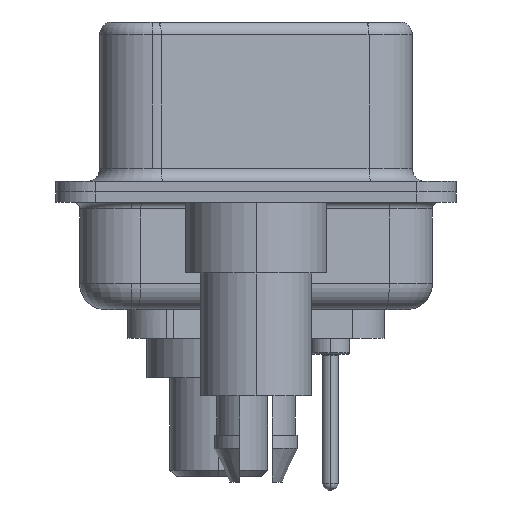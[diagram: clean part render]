
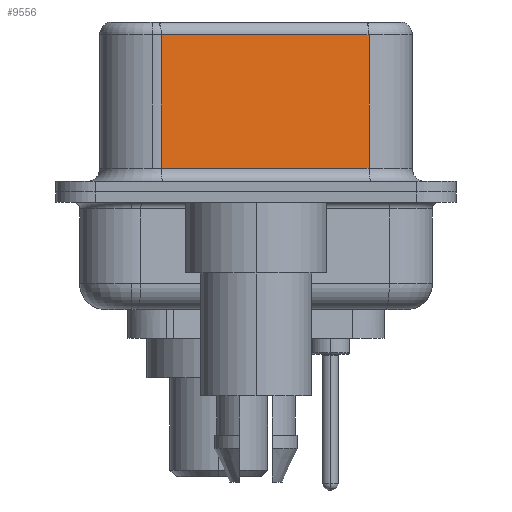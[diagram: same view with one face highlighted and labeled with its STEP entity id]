
A CAD part, left-side view. The second image highlights one B-rep face of the part: STEP entity #9556.
In plain terms, the highlighted planar face has unit normal (-0.985, -0.174, 0).
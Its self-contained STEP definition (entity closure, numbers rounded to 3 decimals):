
#62 = EDGE_CURVE ( 'NONE', #13914, #8552, #8502, .T. ) ;
#248 = EDGE_CURVE ( 'NONE', #13914, #16797, #17830, .T. ) ;
#606 = DIRECTION ( 'NONE',  ( 0., 0., -1. ) ) ;
#3300 = CARTESIAN_POINT ( 'NONE',  ( 5.132, -4.322, 6.52 ) ) ;
#3675 = CARTESIAN_POINT ( 'NONE',  ( 5.132, -4.322, 6.02 ) ) ;
#5614 = CARTESIAN_POINT ( 'NONE',  ( 3.73, 3.628, 0.9 ) ) ;
#5645 = ORIENTED_EDGE ( 'NONE', *, *, #248, .F. ) ;
#6802 = CARTESIAN_POINT ( 'NONE',  ( 5.132, -4.322, 0.9 ) ) ;
#6830 = DIRECTION ( 'NONE',  ( -0.174, 0.985, 0. ) ) ;
#8078 = VECTOR ( 'NONE', #606, 1000. ) ;
#8502 = LINE ( 'NONE', #13995, #21582 ) ;
#8552 = VERTEX_POINT ( 'NONE', #14022 ) ;
#9420 = EDGE_CURVE ( 'NONE', #12762, #16797, #12796, .T. ) ;
#9556 = ADVANCED_FACE ( 'NONE', ( #14114 ), #11903, .F. ) ;
#10592 = CARTESIAN_POINT ( 'NONE',  ( 5.132, -4.322, 6.52 ) ) ;
#11531 = CARTESIAN_POINT ( 'NONE',  ( 5.132, -4.322, 0.9 ) ) ;
#11903 = PLANE ( 'NONE',  #20602 ) ;
#12762 = VERTEX_POINT ( 'NONE', #5614 ) ;
#12796 = LINE ( 'NONE', #11531, #16258 ) ;
#13178 = LINE ( 'NONE', #16015, #8078 ) ;
#13311 = VECTOR ( 'NONE', #17963, 1000. ) ;
#13464 = EDGE_CURVE ( 'NONE', #8552, #12762, #13178, .T. ) ;
#13598 = ORIENTED_EDGE ( 'NONE', *, *, #62, .T. ) ;
#13914 = VERTEX_POINT ( 'NONE', #3675 ) ;
#13995 = CARTESIAN_POINT ( 'NONE',  ( 5.132, -4.322, 6.02 ) ) ;
#14022 = CARTESIAN_POINT ( 'NONE',  ( 3.73, 3.628, 6.02 ) ) ;
#14114 = FACE_OUTER_BOUND ( 'NONE', #19197, .T. ) ;
#16015 = CARTESIAN_POINT ( 'NONE',  ( 3.73, 3.628, 6.52 ) ) ;
#16258 = VECTOR ( 'NONE', #21747, 1000. ) ;
#16797 = VERTEX_POINT ( 'NONE', #6802 ) ;
#16831 = ORIENTED_EDGE ( 'NONE', *, *, #13464, .T. ) ;
#17064 = DIRECTION ( 'NONE',  ( 0.985, 0.174, 0. ) ) ;
#17830 = LINE ( 'NONE', #10592, #13311 ) ;
#17963 = DIRECTION ( 'NONE',  ( 0., 0., -1. ) ) ;
#18127 = ORIENTED_EDGE ( 'NONE', *, *, #9420, .T. ) ;
#19197 = EDGE_LOOP ( 'NONE', ( #5645, #13598, #16831, #18127 ) ) ;
#19838 = DIRECTION ( 'NONE',  ( -0.174, 0.985, 0. ) ) ;
#20602 = AXIS2_PLACEMENT_3D ( 'NONE', #3300, #17064, #6830 ) ;
#21582 = VECTOR ( 'NONE', #19838, 1000. ) ;
#21747 = DIRECTION ( 'NONE',  ( 0.174, -0.985, 0. ) ) ;
